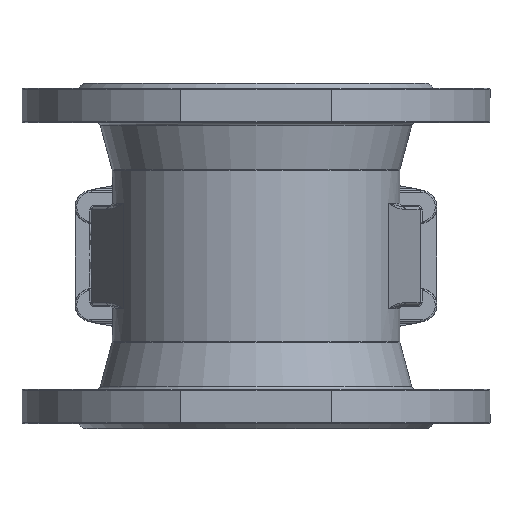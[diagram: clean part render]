
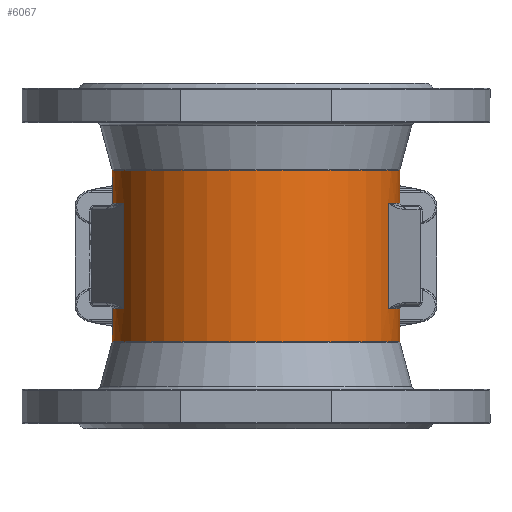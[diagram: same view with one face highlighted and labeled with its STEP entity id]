
A CAD part, front view. The second image highlights one B-rep face of the part: STEP entity #6067.
In plain terms, the highlighted cylindrical face has radius 87.5 mm (diameter 175 mm), a full revolution.
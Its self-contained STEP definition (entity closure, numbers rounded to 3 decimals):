
#568=CIRCLE('',#6642,87.5);
#569=CIRCLE('',#6643,87.5);
#573=CIRCLE('',#6650,87.5);
#579=CIRCLE('',#6662,87.5);
#598=CIRCLE('',#6689,87.5);
#600=CIRCLE('',#6691,87.5);
#611=CIRCLE('',#6721,87.5);
#612=CIRCLE('',#6722,87.5);
#618=CIRCLE('',#6734,87.5);
#623=CIRCLE('',#6745,87.5);
#631=CIRCLE('',#6760,87.5);
#632=CIRCLE('',#6761,87.5);
#993=FACE_OUTER_BOUND('',#1409,.T.);
#1409=EDGE_LOOP('',(#5155,#5156,#5157,#5158,#5159,#5160,#5161,#5162,#5163,
#5164,#5165,#5166,#5167,#5168,#5169,#5170,#5171,#5172,#5173,#5174,#5175,
#5176));
#1766=LINE('',#11332,#2139);
#1768=LINE('',#11511,#2141);
#1793=LINE('',#11742,#2166);
#1797=LINE('',#11771,#2170);
#1801=LINE('',#11951,#2174);
#1805=LINE('',#12041,#2178);
#1806=LINE('',#12042,#2179);
#1807=LINE('',#12043,#2180);
#2139=VECTOR('',#8045,10.);
#2141=VECTOR('',#8061,10.);
#2166=VECTOR('',#8212,10.);
#2170=VECTOR('',#8238,10.);
#2174=VECTOR('',#8268,10.);
#2178=VECTOR('',#8316,87.5);
#2179=VECTOR('',#8317,87.5);
#2180=VECTOR('',#8318,10.);
#2741=VERTEX_POINT('',#11303);
#2742=VERTEX_POINT('',#11323);
#2743=VERTEX_POINT('',#11325);
#2744=VERTEX_POINT('',#11331);
#2746=VERTEX_POINT('',#11416);
#2750=VERTEX_POINT('',#11510);
#2753=VERTEX_POINT('',#11524);
#2770=VERTEX_POINT('',#11628);
#2771=VERTEX_POINT('',#11629);
#2781=VERTEX_POINT('',#11721);
#2783=VERTEX_POINT('',#11746);
#2784=VERTEX_POINT('',#11748);
#2787=VERTEX_POINT('',#11762);
#2793=VERTEX_POINT('',#11864);
#2794=VERTEX_POINT('',#11949);
#2795=VERTEX_POINT('',#11955);
#2801=VERTEX_POINT('',#12035);
#2802=VERTEX_POINT('',#12036);
#3481=EDGE_CURVE('',#2742,#2741,#568,.T.);
#3482=EDGE_CURVE('',#2743,#2742,#569,.T.);
#3485=EDGE_CURVE('',#2744,#2743,#1766,.T.);
#3490=EDGE_CURVE('',#2746,#2744,#573,.T.);
#3498=EDGE_CURVE('',#2750,#2746,#1768,.T.);
#3505=EDGE_CURVE('',#2753,#2750,#579,.T.);
#3530=EDGE_CURVE('',#2770,#2771,#598,.T.);
#3532=EDGE_CURVE('',#2771,#2770,#600,.T.);
#3560=EDGE_CURVE('',#2781,#2741,#1793,.T.);
#3563=EDGE_CURVE('',#2783,#2784,#611,.T.);
#3564=EDGE_CURVE('',#2784,#2781,#612,.T.);
#3571=EDGE_CURVE('',#2787,#2783,#1797,.T.);
#3582=EDGE_CURVE('',#2793,#2787,#618,.T.);
#3588=EDGE_CURVE('',#2794,#2793,#1801,.T.);
#3591=EDGE_CURVE('',#2795,#2794,#623,.T.);
#3603=EDGE_CURVE('',#2801,#2802,#631,.T.);
#3604=EDGE_CURVE('',#2802,#2801,#632,.T.);
#3606=EDGE_CURVE('',#2771,#2742,#1805,.T.);
#3607=EDGE_CURVE('',#2784,#2802,#1806,.T.);
#3608=EDGE_CURVE('',#2795,#2753,#1807,.T.);
#5155=ORIENTED_EDGE('',*,*,#3530,.T.);
#5156=ORIENTED_EDGE('',*,*,#3606,.T.);
#5157=ORIENTED_EDGE('',*,*,#3481,.T.);
#5158=ORIENTED_EDGE('',*,*,#3560,.F.);
#5159=ORIENTED_EDGE('',*,*,#3564,.F.);
#5160=ORIENTED_EDGE('',*,*,#3607,.T.);
#5161=ORIENTED_EDGE('',*,*,#3603,.F.);
#5162=ORIENTED_EDGE('',*,*,#3604,.F.);
#5163=ORIENTED_EDGE('',*,*,#3607,.F.);
#5164=ORIENTED_EDGE('',*,*,#3563,.F.);
#5165=ORIENTED_EDGE('',*,*,#3571,.F.);
#5166=ORIENTED_EDGE('',*,*,#3582,.F.);
#5167=ORIENTED_EDGE('',*,*,#3588,.F.);
#5168=ORIENTED_EDGE('',*,*,#3591,.F.);
#5169=ORIENTED_EDGE('',*,*,#3608,.T.);
#5170=ORIENTED_EDGE('',*,*,#3505,.T.);
#5171=ORIENTED_EDGE('',*,*,#3498,.T.);
#5172=ORIENTED_EDGE('',*,*,#3490,.T.);
#5173=ORIENTED_EDGE('',*,*,#3485,.T.);
#5174=ORIENTED_EDGE('',*,*,#3482,.T.);
#5175=ORIENTED_EDGE('',*,*,#3606,.F.);
#5176=ORIENTED_EDGE('',*,*,#3532,.T.);
#5406=CYLINDRICAL_SURFACE('',#6763,87.5);
#6067=ADVANCED_FACE('',(#993),#5406,.T.);
#6642=AXIS2_PLACEMENT_3D('',#11324,#8033,#8034);
#6643=AXIS2_PLACEMENT_3D('',#11326,#8035,#8036);
#6650=AXIS2_PLACEMENT_3D('',#11417,#8050,#8051);
#6662=AXIS2_PLACEMENT_3D('',#11525,#8079,#8080);
#6689=AXIS2_PLACEMENT_3D('',#11630,#8137,#8138);
#6691=AXIS2_PLACEMENT_3D('',#11632,#8141,#8142);
#6721=AXIS2_PLACEMENT_3D('',#11749,#8219,#8220);
#6722=AXIS2_PLACEMENT_3D('',#11750,#8221,#8222);
#6734=AXIS2_PLACEMENT_3D('',#11873,#8251,#8252);
#6745=AXIS2_PLACEMENT_3D('',#11964,#8275,#8276);
#6760=AXIS2_PLACEMENT_3D('',#12037,#8308,#8309);
#6761=AXIS2_PLACEMENT_3D('',#12038,#8310,#8311);
#6763=AXIS2_PLACEMENT_3D('',#12040,#8314,#8315);
#8033=DIRECTION('center_axis',(0.,0.,-1.));
#8034=DIRECTION('ref_axis',(0.906,0.423,0.));
#8035=DIRECTION('center_axis',(0.,0.,-1.));
#8036=DIRECTION('ref_axis',(0.906,0.423,0.));
#8045=DIRECTION('',(0.,0.,1.));
#8050=DIRECTION('center_axis',(0.,0.,
-1.));
#8051=DIRECTION('ref_axis',(0.,1.,0.));
#8061=DIRECTION('',(0.,0.,-1.));
#8079=DIRECTION('center_axis',(0.,0.,-1.));
#8080=DIRECTION('ref_axis',(-0.906,0.423,0.));
#8137=DIRECTION('center_axis',(0.,0.,1.));
#8138=DIRECTION('ref_axis',(1.,0.,0.));
#8141=DIRECTION('center_axis',(0.,0.,1.));
#8142=DIRECTION('ref_axis',(1.,0.,0.));
#8212=DIRECTION('',(0.,0.,-1.));
#8219=DIRECTION('center_axis',(0.,0.,-1.));
#8220=DIRECTION('ref_axis',(0.906,0.423,0.));
#8221=DIRECTION('center_axis',(0.,0.,-1.));
#8222=DIRECTION('ref_axis',(0.906,0.423,0.));
#8238=DIRECTION('',(0.,0.,-1.));
#8251=DIRECTION('center_axis',(0.,0.,
-1.));
#8252=DIRECTION('ref_axis',(0.,1.,0.));
#8268=DIRECTION('',(0.,0.,1.));
#8275=DIRECTION('center_axis',(0.,0.,-1.));
#8276=DIRECTION('ref_axis',(-0.906,0.423,0.));
#8308=DIRECTION('center_axis',(0.,0.,1.));
#8309=DIRECTION('ref_axis',(1.,0.,0.));
#8310=DIRECTION('center_axis',(0.,0.,1.));
#8311=DIRECTION('ref_axis',(1.,0.,0.));
#8314=DIRECTION('center_axis',(0.,0.,-1.));
#8315=DIRECTION('ref_axis',(-1.,0.,0.));
#8316=DIRECTION('',(0.,0.,1.));
#8317=DIRECTION('',(0.,0.,1.));
#8318=DIRECTION('',(0.,0.,-1.));
#11303=CARTESIAN_POINT('',(80.359,-34.621,-134.));
#11323=CARTESIAN_POINT('',(87.5,0.,-134.));
#11324=CARTESIAN_POINT('Origin',(0.,0.,-134.));
#11325=CARTESIAN_POINT('',(26.397,83.423,-134.));
#11326=CARTESIAN_POINT('Origin',(0.,0.,-134.));
#11331=CARTESIAN_POINT('',(26.397,83.423,-141.5));
#11332=CARTESIAN_POINT('',(26.397,83.423,-183.));
#11416=CARTESIAN_POINT('',(-26.397,83.423,-141.5));
#11417=CARTESIAN_POINT('Origin',(0.,0.,-141.5));
#11510=CARTESIAN_POINT('',(-26.397,83.423,-134.));
#11511=CARTESIAN_POINT('',(-26.397,83.423,-183.));
#11524=CARTESIAN_POINT('',(-80.359,-34.621,-134.));
#11525=CARTESIAN_POINT('Origin',(0.,0.,-134.));
#11628=CARTESIAN_POINT('',(-87.5,0.,-154.237));
#11629=CARTESIAN_POINT('',(87.5,0.,-154.237));
#11630=CARTESIAN_POINT('Origin',(0.,0.,-154.237));
#11632=CARTESIAN_POINT('Origin',(0.,0.,-154.237));
#11721=CARTESIAN_POINT('',(80.359,-34.621,-70.));
#11742=CARTESIAN_POINT('',(80.359,-34.621,-21.));
#11746=CARTESIAN_POINT('',(26.397,83.423,-70.));
#11748=CARTESIAN_POINT('',(87.5,0.,-70.));
#11749=CARTESIAN_POINT('Origin',(0.,0.,-70.));
#11750=CARTESIAN_POINT('Origin',(0.,0.,-70.));
#11762=CARTESIAN_POINT('',(26.397,83.423,-62.5));
#11771=CARTESIAN_POINT('',(26.397,83.423,-21.));
#11864=CARTESIAN_POINT('',(-26.397,83.423,-62.5));
#11873=CARTESIAN_POINT('Origin',(0.,0.,-62.5));
#11949=CARTESIAN_POINT('',(-26.397,83.423,-70.));
#11951=CARTESIAN_POINT('',(-26.397,83.423,-21.));
#11955=CARTESIAN_POINT('',(-80.359,-34.621,-70.));
#11964=CARTESIAN_POINT('Origin',(0.,0.,-70.));
#12035=CARTESIAN_POINT('',(-87.5,0.,-49.763));
#12036=CARTESIAN_POINT('',(87.5,0.,-49.763));
#12037=CARTESIAN_POINT('Origin',(0.,0.,-49.763));
#12038=CARTESIAN_POINT('Origin',(0.,0.,-49.763));
#12040=CARTESIAN_POINT('Origin',(0.,0.,-21.));
#12041=CARTESIAN_POINT('',(87.5,0.,-21.));
#12042=CARTESIAN_POINT('',(87.5,0.,-21.));
#12043=CARTESIAN_POINT('',(-80.359,-34.621,-21.));
